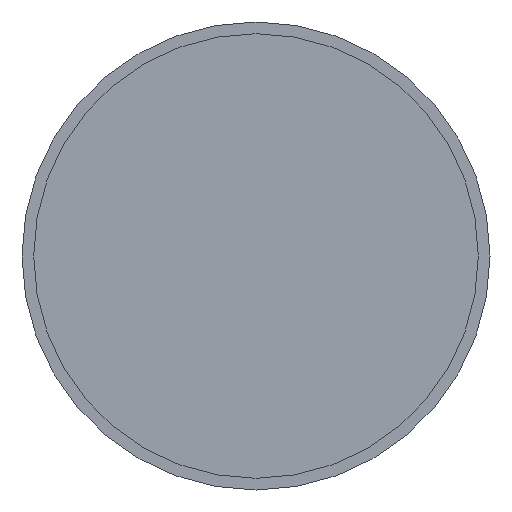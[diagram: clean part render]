
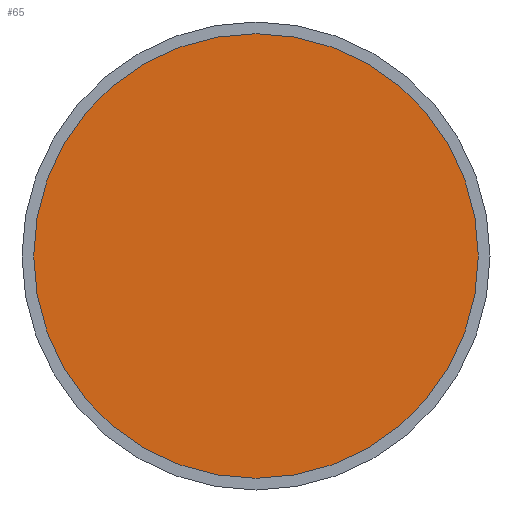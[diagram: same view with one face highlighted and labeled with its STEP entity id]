
A CAD part, front view. The second image highlights one B-rep face of the part: STEP entity #65.
In plain terms, the highlighted planar face has unit normal (0, -1, 0).
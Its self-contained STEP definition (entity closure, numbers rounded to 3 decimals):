
#65 = ADVANCED_FACE( '', ( #145 ), #146, .F. );
#145 = FACE_OUTER_BOUND( '', #243, .T. );
#146 = PLANE( '', #244 );
#243 = EDGE_LOOP( '', ( #390 ) );
#244 = AXIS2_PLACEMENT_3D( '', #391, #392, #393 );
#390 = ORIENTED_EDGE( '', *, *, #531, .T. );
#391 = CARTESIAN_POINT( '', ( 38., -3., 0. ) );
#392 = DIRECTION( '', ( 0., 1., 0. ) );
#393 = DIRECTION( '', ( 0., 0., 1. ) );
#531 = EDGE_CURVE( '', #607, #607, #608, .T. );
#607 = VERTEX_POINT( '', #696 );
#608 = CIRCLE( '', #697, 38. );
#696 = CARTESIAN_POINT( '', ( 0., -3., -38. ) );
#697 = AXIS2_PLACEMENT_3D( '', #789, #790, #791 );
#789 = CARTESIAN_POINT( '', ( 0., -3., 0. ) );
#790 = DIRECTION( '', ( 0., -1., 0. ) );
#791 = DIRECTION( '', ( 0., 0., -1. ) );
